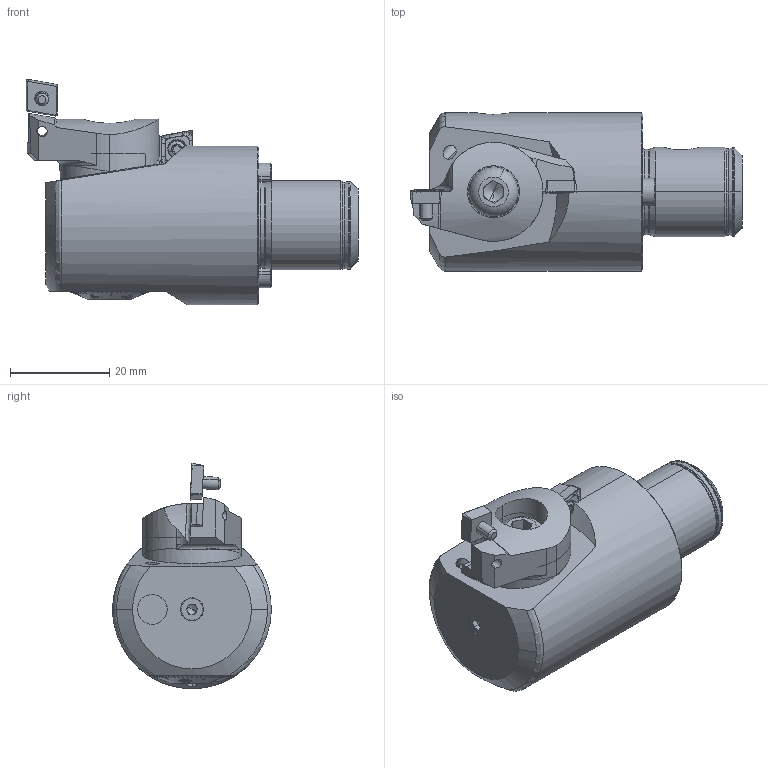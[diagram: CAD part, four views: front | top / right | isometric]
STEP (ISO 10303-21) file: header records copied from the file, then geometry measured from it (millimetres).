
FILE_DESCRIPTION (( 'STEP AP203' ), '1' );
FILE_NAME ('T24.017.100.013.STEP', '2024-08-30T10:22:25', ( '' ), ( '' ), 'SwSTEP 2.0', 'SolidWorks 2022', '' );
FILE_SCHEMA (( 'CONFIG_CONTROL_DESIGN' ));
Length unit declared in the file: millimetre
Products named in the file (24): F32-BG1.DA2.017_verstellbar; T24.017.100.013; F32-BG2.017.003_A; ST3-ER2.001.007_A; ISO 4026 - M6 x 5_PreviewCfg; ST3-F32.K20.047_B; Klebstoff D6; F32-WCA.001.007_C_fertigbearbeitet; CCMT060204; F32-U00.001.010_B; DIN 3771 - 15x1_gerade; F32-BG1.010.006_A; F32-BG2.014.012_A; Fxx-MAB.xxx.xxx_A_F32x1.3; F32-ER1.101.010_A; F32-BG2.009.012_A; F32-BG1.DA1.017_A_Aktuell 0.6.2014-Mx1.3; WCA-ER2.001.006_A; T7 M2.5 x 6; ST3-F32.K21.047; F32-BG2.017.004_A; F32-BG3.006.026_A; F32-WCA.001.011_B_fertigbearbeitet; F32-WCA.001.007
Assembly tree (26 placements, depth 4):
  T24.017.100.013
    F32-U00.001.010_B
    F32-WCA.001.007
      F32-WCA.001.007_C_fertigbearbeitet
      CCMT060204
      WCA-ER2.001.006_A
    ST3-F32.K21.047
      ST3-F32.K20.047_B
      ST3-ER2.001.007_A  x2
      F32-ER1.101.010_A
      F32-WCA.001.011_B_fertigbearbeitet
      F32-BG3.006.026_A
      ISO 4026 - M6 x 5_PreviewCfg
      Klebstoff D6
      T7 M2.5 x 6
      F32-BG1.DA2.017_verstellbar
        F32-BG1.DA1.017_A_Aktuell 0.6.2014-Mx1.3
        F32-BG2.014.012_A
        DIN 3771 - 15x1_gerade
        F32-BG2.017.003_A
        F32-BG2.017.004_A
        F32-BG2.009.012_A
        F32-BG1.010.006_A
        Fxx-MAB.xxx.xxx_A_F32x1.3
      WCA-ER2.001.006_A
      CCMT060204
Bounding box: 67 x 32 x 45.47 mm (x, y, z)
Volume: 41348.4 mm3; surface area: 20643.9 mm2
Topology: 23 solids, 23 shells, 1030 faces, 2614 edges, 1629 vertices
Faces by surface type: plane 399, cone 250, cylinder 231, torus 87, bspline 59, sphere 4
Entity records: 33862 total; most frequent: CARTESIAN_POINT 9725, ORIENTED_EDGE 4710, DIRECTION 4235, EDGE_CURVE 2355, AXIS2_PLACEMENT_3D 1645, VERTEX_POINT 1487, EDGE_LOOP 988, VECTOR 945
